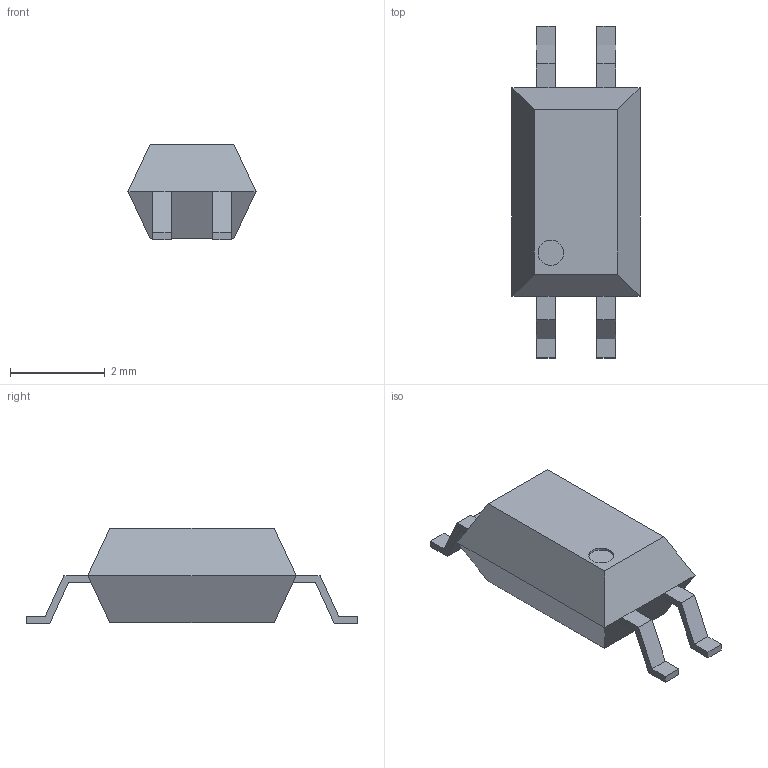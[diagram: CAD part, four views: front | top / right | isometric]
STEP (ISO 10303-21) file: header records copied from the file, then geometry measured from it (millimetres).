
FILE_DESCRIPTION(('FreeCAD Model'),'2;1');
FILE_NAME('User Library-SSOP-4.step', '2017-05-10T16:13:38',('kicad StepUp'),('ksu MCAD'), 'Open CASCADE STEP processor 6.8','FreeCAD','Unknown');
FILE_SCHEMA(('AUTOMOTIVE_DESIGN_CC2 { 1 2 10303 214 -1 1 5 4 }'));
Length unit declared in the file: millimetre
Products named in the file (2): ASSEMBLY; User_Library-SSOP-4
Assembly tree (1 placements, depth 2):
  ASSEMBLY
    User_Library-SSOP-4
Bounding box: 2.7 x 7 x 2.02 mm (x, y, z)
Volume: 18.2 mm3; surface area: 47.9 mm2
Topology: 1 solids, 1 shells, 49 faces, 126 edges, 80 vertices
Faces by surface type: plane 47, cylinder 2
Entity records: 1823 total; most frequent: CARTESIAN_POINT 257, ORIENTED_EDGE 252, DIRECTION 232, EDGE_CURVE 126, LINE 122, VECTOR 122, VERTEX_POINT 80, AXIS2_PLACEMENT_3D 55
